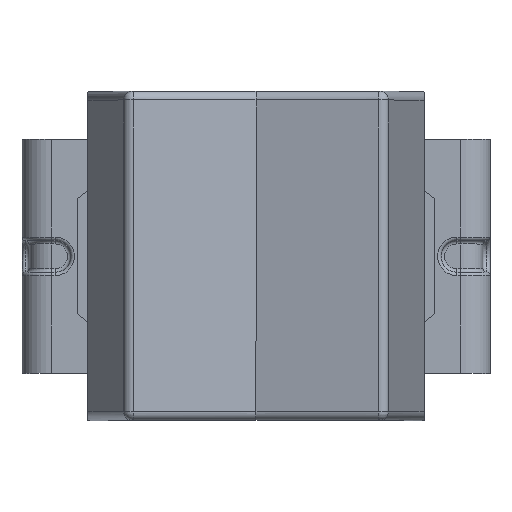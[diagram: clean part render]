
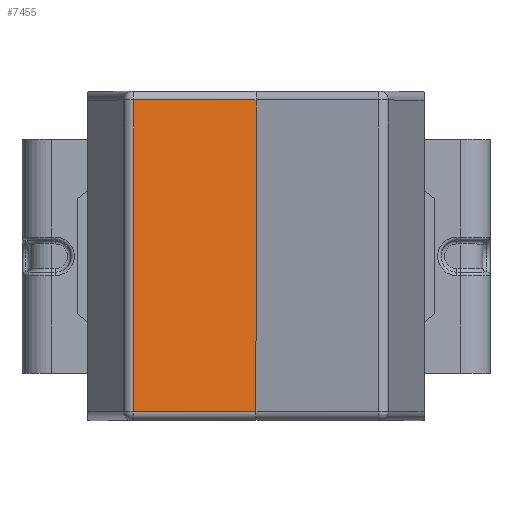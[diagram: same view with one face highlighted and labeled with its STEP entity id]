
A CAD part, top view. The second image highlights one B-rep face of the part: STEP entity #7455.
In plain terms, the highlighted planar face has unit normal (0.216, 0, 0.976).
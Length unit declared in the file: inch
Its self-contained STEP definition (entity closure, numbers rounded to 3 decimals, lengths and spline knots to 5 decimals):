
#106=PLANE('',#7975);
#394=FACE_OUTER_BOUND('',#848,.T.);
#848=EDGE_LOOP('',(#5139,#5140,#5141,#5142));
#1657=LINE('',#11180,#2445);
#1660=LINE('',#11188,#2448);
#1663=LINE('',#11194,#2451);
#1674=LINE('',#11217,#2462);
#2445=VECTOR('',#8822,0.3937);
#2448=VECTOR('',#8831,0.3937);
#2451=VECTOR('',#8838,0.3937);
#2462=VECTOR('',#8867,0.3937);
#3251=VERTEX_POINT('',#11159);
#3255=VERTEX_POINT('',#11168);
#3257=VERTEX_POINT('',#11173);
#3260=VERTEX_POINT('',#11187);
#3962=EDGE_CURVE('',#3257,#3255,#1657,.T.);
#3966=EDGE_CURVE('',#3260,#3257,#1660,.T.);
#3970=EDGE_CURVE('',#3255,#3251,#1663,.T.);
#3984=EDGE_CURVE('',#3260,#3251,#1674,.T.);
#5139=ORIENTED_EDGE('',*,*,#3970,.F.);
#5140=ORIENTED_EDGE('',*,*,#3962,.F.);
#5141=ORIENTED_EDGE('',*,*,#3966,.F.);
#5142=ORIENTED_EDGE('',*,*,#3984,.T.);
#7455=ADVANCED_FACE('',(#394),#106,.T.);
#7975=AXIS2_PLACEMENT_3D('',#11216,#8865,#8866);
#8822=DIRECTION('',(0.,1.,0.));
#8831=DIRECTION('',(-0.976,0.,0.216));
#8838=DIRECTION('',(0.976,0.,-0.216));
#8865=DIRECTION('center_axis',(0.216,0.,0.976));
#8866=DIRECTION('ref_axis',(0.,1.,0.));
#8867=DIRECTION('',(0.,1.,0.));
#11159=CARTESIAN_POINT('',(0.,0.21319,0.79108));
#11168=CARTESIAN_POINT('',(-0.1669,0.21319,0.82808));
#11173=CARTESIAN_POINT('',(-0.1669,-0.21319,0.82808));
#11180=CARTESIAN_POINT('',(-0.1669,0.,0.82808));
#11187=CARTESIAN_POINT('',(0.,-0.21319,0.79108));
#11188=CARTESIAN_POINT('',(0.06417,-0.21319,0.77686));
#11194=CARTESIAN_POINT('',(0.06417,0.21319,0.77686));
#11216=CARTESIAN_POINT('Origin',(0.,0.,
0.79108));
#11217=CARTESIAN_POINT('',(0.,0.,0.79108));
